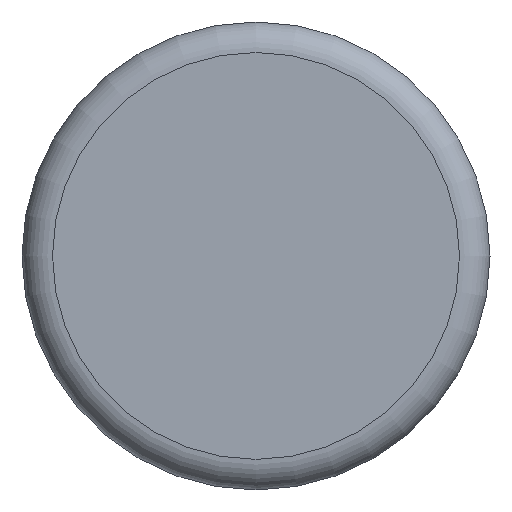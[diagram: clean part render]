
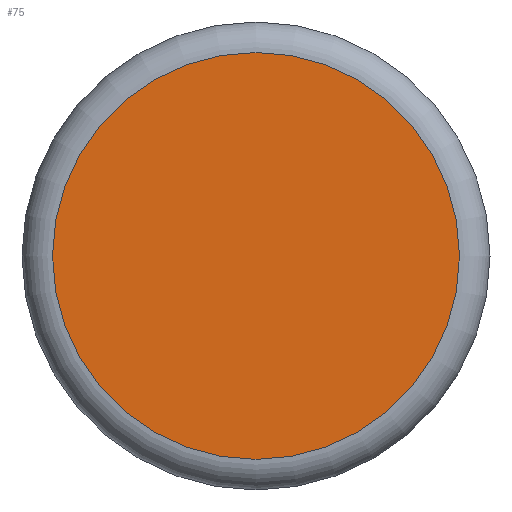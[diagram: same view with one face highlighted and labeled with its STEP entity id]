
A CAD part, top view. The second image highlights one B-rep face of the part: STEP entity #75.
In plain terms, the highlighted planar face has unit normal (0, 0, 1).
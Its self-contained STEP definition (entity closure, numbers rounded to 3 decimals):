
#75 = ADVANCED_FACE( '', ( #194 ), #195, .F. );
#194 = FACE_OUTER_BOUND( '', #381, .T. );
#195 = PLANE( '', #382 );
#381 = EDGE_LOOP( '', ( #562 ) );
#382 = AXIS2_PLACEMENT_3D( '', #563, #564, #565 );
#562 = ORIENTED_EDGE( '', *, *, #955, .T. );
#563 = CARTESIAN_POINT( '', ( 0., 11.5, 55. ) );
#564 = DIRECTION( '', ( 0., 0., -1. ) );
#565 = DIRECTION( '', ( -1., 0., 0. ) );
#955 = EDGE_CURVE( '', #1101, #1101, #1102, .F. );
#1101 = VERTEX_POINT( '', #1316 );
#1102 = CIRCLE( '', #1317, 9.993 );
#1316 = CARTESIAN_POINT( '', ( -9.993, 0., 55. ) );
#1317 = AXIS2_PLACEMENT_3D( '', #1582, #1583, #1584 );
#1582 = CARTESIAN_POINT( '', ( 0., 0., 55. ) );
#1583 = DIRECTION( '', ( 0., 0., -1. ) );
#1584 = DIRECTION( '', ( -1., 0., 0. ) );
